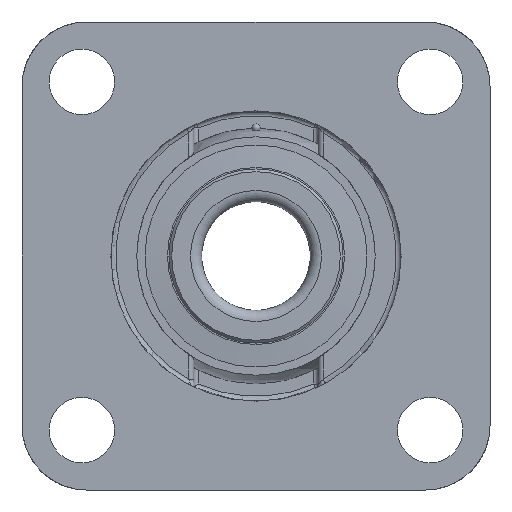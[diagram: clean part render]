
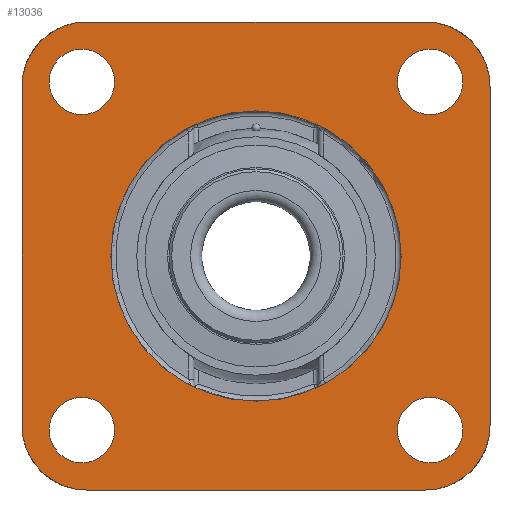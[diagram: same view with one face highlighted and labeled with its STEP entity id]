
A CAD part, left-side view. The second image highlights one B-rep face of the part: STEP entity #13036.
In plain terms, the highlighted face is planar.
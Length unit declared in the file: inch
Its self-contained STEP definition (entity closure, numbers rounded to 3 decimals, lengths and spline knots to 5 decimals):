
#2279=CARTESIAN_POINT('',(-0.,-1.05,0.));
#2280=VERTEX_POINT('',#2279);
#2306=CARTESIAN_POINT('',(0.,1.05,0.));
#2307=VERTEX_POINT('',#2306);
#2308=CARTESIAN_POINT('',(0.,0.,0.));
#2309=DIRECTION('',(0.,-0.,1.));
#2310=DIRECTION('',(0.,1.,0.));
#2311=AXIS2_PLACEMENT_3D('',#2308,#2309,#2310);
#2312=CIRCLE('',#2311,1.05);
#2313=EDGE_CURVE('',#2307,#2280,#2312,.T.);
#2315=CARTESIAN_POINT('',(0.,0.,0.));
#2316=DIRECTION('',(0.,-0.,1.));
#2317=DIRECTION('',(0.,1.,0.));
#2318=AXIS2_PLACEMENT_3D('',#2315,#2316,#2317);
#2319=CIRCLE('',#2318,1.05);
#2320=EDGE_CURVE('',#2280,#2307,#2319,.T.);
#10233=CARTESIAN_POINT('',(-1.22491,-1.69291,0.));
#10234=VERTEX_POINT('',#10233);
#10241=CARTESIAN_POINT('',(1.22491,-1.69291,0.));
#10242=VERTEX_POINT('',#10241);
#10243=CARTESIAN_POINT('',(1.22491,-1.69291,0.));
#10244=DIRECTION('',(-1.,0.,0.));
#10245=VECTOR('',#10244,0.9645);
#10246=LINE('',#10243,#10245);
#10247=EDGE_CURVE('',#10242,#10234,#10246,.T.);
#10265=CARTESIAN_POINT('',(-1.69291,-1.22491,0.));
#10266=VERTEX_POINT('',#10265);
#10273=CARTESIAN_POINT('',(-1.22491,-1.22491,0.));
#10274=DIRECTION('',(0.,0.,1.));
#10275=DIRECTION('',(1.,0.,-0.));
#10276=AXIS2_PLACEMENT_3D('',#10273,#10274,#10275);
#10277=CIRCLE('',#10276,0.468);
#10278=EDGE_CURVE('',#10266,#10234,#10277,.T.);
#10292=CARTESIAN_POINT('',(-1.69291,1.22491,0.));
#10293=VERTEX_POINT('',#10292);
#10300=CARTESIAN_POINT('',(-1.69291,-1.22491,0.));
#10301=DIRECTION('',(0.,1.,0.));
#10302=VECTOR('',#10301,0.9645);
#10303=LINE('',#10300,#10302);
#10304=EDGE_CURVE('',#10266,#10293,#10303,.T.);
#10367=CARTESIAN_POINT('',(-1.22491,1.69291,0.));
#10368=VERTEX_POINT('',#10367);
#10375=CARTESIAN_POINT('',(-1.22491,1.22491,0.));
#10376=DIRECTION('',(0.,0.,1.));
#10377=DIRECTION('',(1.,0.,-0.));
#10378=AXIS2_PLACEMENT_3D('',#10375,#10376,#10377);
#10379=CIRCLE('',#10378,0.468);
#10380=EDGE_CURVE('',#10368,#10293,#10379,.T.);
#12701=CARTESIAN_POINT('',(1.25984,1.49606,0.));
#12702=VERTEX_POINT('',#12701);
#12709=CARTESIAN_POINT('',(1.25984,1.25984,0.));
#12710=DIRECTION('',(0.,0.,1.));
#12711=DIRECTION('',(0.,-1.,0.));
#12712=AXIS2_PLACEMENT_3D('',#12709,#12710,#12711);
#12713=CIRCLE('',#12712,0.23622);
#12714=EDGE_CURVE('',#12702,#12702,#12713,.T.);
#12781=CARTESIAN_POINT('',(1.49606,-1.25984,0.));
#12782=VERTEX_POINT('',#12781);
#12789=CARTESIAN_POINT('',(1.25984,-1.25984,0.));
#12790=DIRECTION('',(0.,0.,1.));
#12791=DIRECTION('',(-1.,-0.,0.));
#12792=AXIS2_PLACEMENT_3D('',#12789,#12790,#12791);
#12793=CIRCLE('',#12792,0.23622);
#12794=EDGE_CURVE('',#12782,#12782,#12793,.T.);
#12861=CARTESIAN_POINT('',(-1.25984,-1.49606,0.));
#12862=VERTEX_POINT('',#12861);
#12869=CARTESIAN_POINT('',(-1.25984,-1.25984,0.));
#12870=DIRECTION('',(0.,0.,1.));
#12871=DIRECTION('',(-0.,1.,0.));
#12872=AXIS2_PLACEMENT_3D('',#12869,#12870,#12871);
#12873=CIRCLE('',#12872,0.23622);
#12874=EDGE_CURVE('',#12862,#12862,#12873,.T.);
#12887=CARTESIAN_POINT('',(-1.49606,1.25984,0.));
#12888=VERTEX_POINT('',#12887);
#12895=CARTESIAN_POINT('',(-1.25984,1.25984,0.));
#12896=DIRECTION('',(0.,0.,1.));
#12897=DIRECTION('',(1.,0.,-0.));
#12898=AXIS2_PLACEMENT_3D('',#12895,#12896,#12897);
#12899=CIRCLE('',#12898,0.23622);
#12900=EDGE_CURVE('',#12888,#12888,#12899,.T.);
#12915=CARTESIAN_POINT('',(1.69291,-1.22491,0.));
#12916=VERTEX_POINT('',#12915);
#12917=CARTESIAN_POINT('',(1.22491,-1.22491,0.));
#12918=DIRECTION('',(0.,0.,1.));
#12919=DIRECTION('',(1.,0.,-0.));
#12920=AXIS2_PLACEMENT_3D('',#12917,#12918,#12919);
#12921=CIRCLE('',#12920,0.468);
#12922=EDGE_CURVE('',#10242,#12916,#12921,.T.);
#12940=CARTESIAN_POINT('',(1.22491,1.69291,0.));
#12941=VERTEX_POINT('',#12940);
#12948=CARTESIAN_POINT('',(-1.22491,1.69291,0.));
#12949=DIRECTION('',(1.,0.,-0.));
#12950=VECTOR('',#12949,0.9645);
#12951=LINE('',#12948,#12950);
#12952=EDGE_CURVE('',#10368,#12941,#12951,.T.);
#12966=CARTESIAN_POINT('',(1.69291,1.22491,0.));
#12967=VERTEX_POINT('',#12966);
#12974=CARTESIAN_POINT('',(1.22491,1.22491,0.));
#12975=DIRECTION('',(0.,0.,1.));
#12976=DIRECTION('',(1.,0.,-0.));
#12977=AXIS2_PLACEMENT_3D('',#12974,#12975,#12976);
#12978=CIRCLE('',#12977,0.468);
#12979=EDGE_CURVE('',#12967,#12941,#12978,.T.);
#12993=CARTESIAN_POINT('',(1.69291,1.22491,0.));
#12994=DIRECTION('',(0.,-1.,0.));
#12995=VECTOR('',#12994,0.9645);
#12996=LINE('',#12993,#12995);
#12997=EDGE_CURVE('',#12967,#12916,#12996,.T.);
#13005=CARTESIAN_POINT('',(-0.,0.,0.));
#13006=DIRECTION('',(0.,0.,1.));
#13007=DIRECTION('',(1.,0.,0.));
#13008=AXIS2_PLACEMENT_3D('',#13005,#13006,#13007);
#13009=PLANE('',#13008);
#13010=ORIENTED_EDGE('',*,*,#2313,.T.);
#13011=ORIENTED_EDGE('',*,*,#2320,.T.);
#13012=EDGE_LOOP('',(#13010,#13011));
#13013=FACE_BOUND('',#13012,.T.);
#13014=ORIENTED_EDGE('',*,*,#12714,.T.);
#13015=EDGE_LOOP('',(#13014));
#13016=FACE_BOUND('',#13015,.T.);
#13017=ORIENTED_EDGE('',*,*,#12794,.T.);
#13018=EDGE_LOOP('',(#13017));
#13019=FACE_BOUND('',#13018,.T.);
#13020=ORIENTED_EDGE('',*,*,#12874,.T.);
#13021=EDGE_LOOP('',(#13020));
#13022=FACE_BOUND('',#13021,.T.);
#13023=ORIENTED_EDGE('',*,*,#12900,.T.);
#13024=EDGE_LOOP('',(#13023));
#13025=FACE_BOUND('',#13024,.T.);
#13026=ORIENTED_EDGE('',*,*,#12997,.T.);
#13027=ORIENTED_EDGE('',*,*,#12922,.F.);
#13028=ORIENTED_EDGE('',*,*,#10247,.T.);
#13029=ORIENTED_EDGE('',*,*,#10278,.F.);
#13030=ORIENTED_EDGE('',*,*,#10304,.T.);
#13031=ORIENTED_EDGE('',*,*,#10380,.F.);
#13032=ORIENTED_EDGE('',*,*,#12952,.T.);
#13033=ORIENTED_EDGE('',*,*,#12979,.F.);
#13034=EDGE_LOOP('',(#13026,#13027,#13028,#13029,#13030,#13031,#13032,#13033));
#13035=FACE_BOUND('',#13034,.T.);
#13036=ADVANCED_FACE('',(#13013,#13016,#13019,#13022,#13025,#13035),#13009,.F.);
